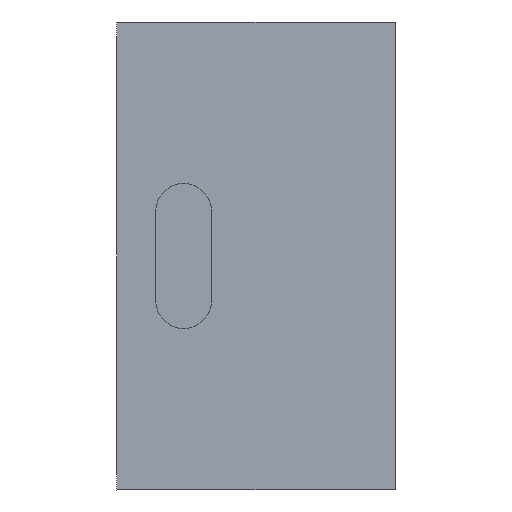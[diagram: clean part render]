
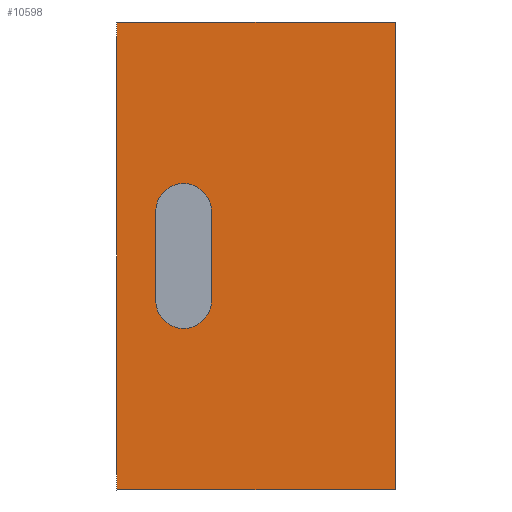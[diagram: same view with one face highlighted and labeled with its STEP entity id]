
A CAD part, left-side view. The second image highlights one B-rep face of the part: STEP entity #10598.
In plain terms, the highlighted planar face has unit normal (-1, 0, 0).
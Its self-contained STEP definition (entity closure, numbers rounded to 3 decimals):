
#153=CIRCLE('',#11263,2.5);
#154=CIRCLE('',#11266,2.5);
#260=FACE_BOUND('',#1535,.T.);
#857=FACE_OUTER_BOUND('',#1534,.T.);
#1534=EDGE_LOOP('',(#9470,#9471,#9472,#9473));
#1535=EDGE_LOOP('',(#9474,#9475,#9476,#9477));
#1571=LINE('',#14076,#2902);
#2758=LINE('',#16651,#4089);
#2843=LINE('',#17029,#4174);
#2846=LINE('',#17037,#4177);
#2870=LINE('',#17097,#4201);
#2871=LINE('',#17098,#4202);
#2902=VECTOR('',#11338,10.);
#4089=VECTOR('',#13613,10.);
#4174=VECTOR('',#13886,10.);
#4177=VECTOR('',#13895,10.);
#4201=VECTOR('',#13969,10.);
#4202=VECTOR('',#13970,10.);
#4228=VERTEX_POINT('',#14069);
#4231=VERTEX_POINT('',#14074);
#5058=VERTEX_POINT('',#16648);
#5059=VERTEX_POINT('',#16650);
#5147=VERTEX_POINT('',#17026);
#5148=VERTEX_POINT('',#17028);
#5149=VERTEX_POINT('',#17032);
#5150=VERTEX_POINT('',#17036);
#5194=EDGE_CURVE('',#4231,#4228,#1571,.T.);
#6431=EDGE_CURVE('',#5058,#5059,#2758,.T.);
#6570=EDGE_CURVE('',#5148,#5147,#2843,.T.);
#6572=EDGE_CURVE('',#5149,#5148,#153,.T.);
#6574=EDGE_CURVE('',#5150,#5149,#2846,.T.);
#6576=EDGE_CURVE('',#5147,#5150,#154,.T.);
#6602=EDGE_CURVE('',#4228,#5058,#2870,.T.);
#6603=EDGE_CURVE('',#5059,#4231,#2871,.T.);
#9470=ORIENTED_EDGE('',*,*,#6602,.F.);
#9471=ORIENTED_EDGE('',*,*,#5194,.F.);
#9472=ORIENTED_EDGE('',*,*,#6603,.F.);
#9473=ORIENTED_EDGE('',*,*,#6431,.F.);
#9474=ORIENTED_EDGE('',*,*,#6570,.T.);
#9475=ORIENTED_EDGE('',*,*,#6576,.T.);
#9476=ORIENTED_EDGE('',*,*,#6574,.T.);
#9477=ORIENTED_EDGE('',*,*,#6572,.T.);
#10017=PLANE('',#11289);
#10598=ADVANCED_FACE('',(#857,#260),#10017,.T.);
#11263=AXIS2_PLACEMENT_3D('',#17033,#13890,#13891);
#11266=AXIS2_PLACEMENT_3D('',#17040,#13899,#13900);
#11289=AXIS2_PLACEMENT_3D('',#17096,#13967,#13968);
#11338=DIRECTION('',(0.,0.,1.));
#13613=DIRECTION('',(0.,0.,-1.));
#13886=DIRECTION('',(0.,0.,1.));
#13890=DIRECTION('center_axis',(1.,0.,0.));
#13891=DIRECTION('ref_axis',(0.,1.,0.));
#13895=DIRECTION('',(0.,0.,-1.));
#13899=DIRECTION('center_axis',(1.,0.,0.));
#13900=DIRECTION('ref_axis',(0.,-1.,0.));
#13967=DIRECTION('center_axis',(-1.,0.,0.));
#13968=DIRECTION('ref_axis',(0.,0.,1.));
#13969=DIRECTION('',(0.,-1.,0.));
#13970=DIRECTION('',(0.,1.,0.));
#14069=CARTESIAN_POINT('',(-34.,22.,21.));
#14074=CARTESIAN_POINT('',(-34.,22.,-21.));
#14076=CARTESIAN_POINT('',(-34.,22.,21.));
#16648=CARTESIAN_POINT('',(-34.,-3.,21.));
#16650=CARTESIAN_POINT('',(-34.,-3.,-21.));
#16651=CARTESIAN_POINT('',(-34.,-3.,-21.));
#17026=CARTESIAN_POINT('',(-34.,18.5,4.));
#17028=CARTESIAN_POINT('',(-34.,18.5,-4.));
#17029=CARTESIAN_POINT('',(-34.,18.5,-12.5));
#17032=CARTESIAN_POINT('',(-34.,13.5,-4.));
#17033=CARTESIAN_POINT('Origin',(-34.,16.,-4.));
#17036=CARTESIAN_POINT('',(-34.,13.5,4.));
#17037=CARTESIAN_POINT('',(-34.,13.5,-8.5));
#17040=CARTESIAN_POINT('Origin',(-34.,16.,4.));
#17096=CARTESIAN_POINT('Origin',(-34.,0.,-21.));
#17097=CARTESIAN_POINT('',(-34.,0.,21.));
#17098=CARTESIAN_POINT('',(-34.,0.,-21.));
